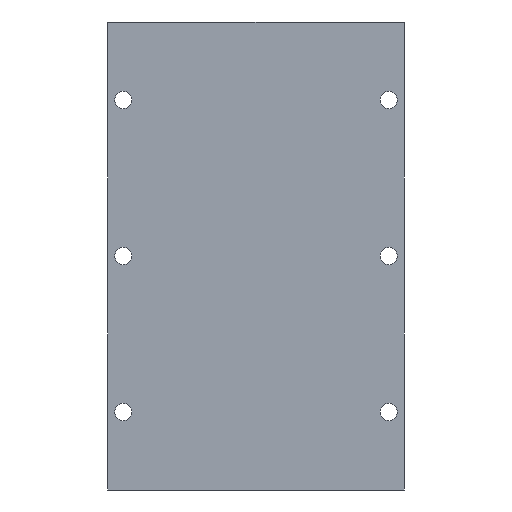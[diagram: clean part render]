
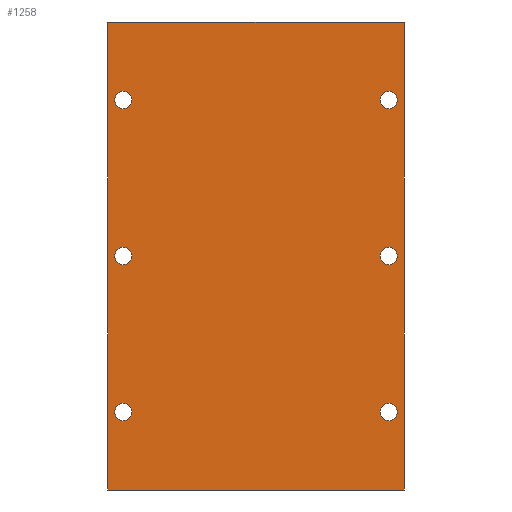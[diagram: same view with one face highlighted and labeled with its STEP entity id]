
A CAD part, front view. The second image highlights one B-rep face of the part: STEP entity #1258.
In plain terms, the highlighted planar face has unit normal (0, -1, 0).
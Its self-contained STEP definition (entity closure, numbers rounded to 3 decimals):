
#13 = VERTEX_POINT ( 'NONE', #2451 ) ;
#69 = ORIENTED_EDGE ( 'NONE', *, *, #964, .T. ) ;
#123 = VERTEX_POINT ( 'NONE', #1632 ) ;
#126 = CARTESIAN_POINT ( 'NONE',  ( -47.5, 0., 75. ) ) ;
#139 = CIRCLE ( 'NONE', #1988, 2.75 ) ;
#144 = DIRECTION ( 'NONE',  ( 1., 0., 0. ) ) ;
#161 = DIRECTION ( 'NONE',  ( 0., 1., 0. ) ) ;
#175 = DIRECTION ( 'NONE',  ( 0., 0., 1. ) ) ;
#183 = EDGE_CURVE ( 'NONE', #2646, #1344, #504, .T. ) ;
#236 = ORIENTED_EDGE ( 'NONE', *, *, #2159, .T. ) ;
#237 = EDGE_CURVE ( 'NONE', #1344, #2646, #2155, .T. ) ;
#247 = ORIENTED_EDGE ( 'NONE', *, *, #237, .T. ) ;
#249 = EDGE_CURVE ( 'NONE', #1707, #1008, #575, .T. ) ;
#365 = VECTOR ( 'NONE', #732, 1000. ) ;
#370 = DIRECTION ( 'NONE',  ( -1., 0., 0. ) ) ;
#372 = EDGE_CURVE ( 'NONE', #2157, #13, #139, .T. ) ;
#395 = CARTESIAN_POINT ( 'NONE',  ( -42.5, 0., 50. ) ) ;
#410 = ORIENTED_EDGE ( 'NONE', *, *, #897, .T. ) ;
#438 = AXIS2_PLACEMENT_3D ( 'NONE', #1377, #1156, #175 ) ;
#498 = AXIS2_PLACEMENT_3D ( 'NONE', #395, #2447, #2644 ) ;
#500 = DIRECTION ( 'NONE',  ( 0., 1., 0. ) ) ;
#502 = VERTEX_POINT ( 'NONE', #2595 ) ;
#504 = CIRCLE ( 'NONE', #2054, 2.75 ) ;
#511 = FACE_OUTER_BOUND ( 'NONE', #842, .T. ) ;
#516 = DIRECTION ( 'NONE',  ( 0., 1., 0. ) ) ;
#530 = VERTEX_POINT ( 'NONE', #1570 ) ;
#553 = CARTESIAN_POINT ( 'NONE',  ( -42.5, 0., -50. ) ) ;
#555 = PLANE ( 'NONE',  #1920 ) ;
#564 = LINE ( 'NONE', #1386, #661 ) ;
#566 = CARTESIAN_POINT ( 'NONE',  ( 42.5, 0., -52.75 ) ) ;
#572 = CIRCLE ( 'NONE', #1728, 2.75 ) ;
#575 = CIRCLE ( 'NONE', #2631, 2.75 ) ;
#640 = VERTEX_POINT ( 'NONE', #1979 ) ;
#661 = VECTOR ( 'NONE', #2205, 1000. ) ;
#723 = LINE ( 'NONE', #126, #1042 ) ;
#732 = DIRECTION ( 'NONE',  ( 0., 0., -1. ) ) ;
#735 = LINE ( 'NONE', #1565, #2649 ) ;
#737 = FACE_BOUND ( 'NONE', #1717, .T. ) ;
#755 = FACE_BOUND ( 'NONE', #1922, .T. ) ;
#761 = CARTESIAN_POINT ( 'NONE',  ( 42.5, 0., 2.75 ) ) ;
#781 = CARTESIAN_POINT ( 'NONE',  ( 42.5, 0., -47.25 ) ) ;
#803 = CARTESIAN_POINT ( 'NONE',  ( 42.5, 0., -2.75 ) ) ;
#806 = AXIS2_PLACEMENT_3D ( 'NONE', #1774, #1374, #2191 ) ;
#842 = EDGE_LOOP ( 'NONE', ( #1889, #1395, #1695, #1043 ) ) ;
#864 = EDGE_CURVE ( 'NONE', #1601, #640, #1358, .T. ) ;
#893 = EDGE_CURVE ( 'NONE', #640, #1601, #1534, .T. ) ;
#897 = EDGE_CURVE ( 'NONE', #902, #1877, #1959, .T. ) ;
#902 = VERTEX_POINT ( 'NONE', #1166 ) ;
#906 = CARTESIAN_POINT ( 'NONE',  ( 42.5, 0., 47.25 ) ) ;
#908 = EDGE_CURVE ( 'NONE', #2197, #502, #735, .T. ) ;
#927 = CARTESIAN_POINT ( 'NONE',  ( -42.5, 0., -47.25 ) ) ;
#941 = CARTESIAN_POINT ( 'NONE',  ( -42.5, 0., -50. ) ) ;
#943 = FACE_BOUND ( 'NONE', #1681, .T. ) ;
#953 = DIRECTION ( 'NONE',  ( 0., 0., 1. ) ) ;
#954 = DIRECTION ( 'NONE',  ( 0., 0., 1. ) ) ;
#964 = EDGE_CURVE ( 'NONE', #1877, #902, #1667, .T. ) ;
#977 = ORIENTED_EDGE ( 'NONE', *, *, #372, .T. ) ;
#1008 = VERTEX_POINT ( 'NONE', #803 ) ;
#1040 = CARTESIAN_POINT ( 'NONE',  ( -42.5, 0., 47.25 ) ) ;
#1042 = VECTOR ( 'NONE', #144, 1000. ) ;
#1043 = ORIENTED_EDGE ( 'NONE', *, *, #908, .T. ) ;
#1078 = EDGE_LOOP ( 'NONE', ( #977, #1203 ) ) ;
#1114 = DIRECTION ( 'NONE',  ( 0., 0., 1. ) ) ;
#1153 = ORIENTED_EDGE ( 'NONE', *, *, #864, .T. ) ;
#1156 = DIRECTION ( 'NONE',  ( 0., 1., 0. ) ) ;
#1164 = CARTESIAN_POINT ( 'NONE',  ( 47.5, 0., 75. ) ) ;
#1166 = CARTESIAN_POINT ( 'NONE',  ( -42.5, 0., 52.75 ) ) ;
#1186 = EDGE_CURVE ( 'NONE', #530, #2055, #1233, .T. ) ;
#1203 = ORIENTED_EDGE ( 'NONE', *, *, #2656, .T. ) ;
#1233 = CIRCLE ( 'NONE', #2254, 2.75 ) ;
#1258 = ADVANCED_FACE ( 'NONE', ( #1390, #755, #737, #943, #2378, #1584, #511 ), #555, .F. ) ;
#1264 = ORIENTED_EDGE ( 'NONE', *, *, #2598, .T. ) ;
#1344 = VERTEX_POINT ( 'NONE', #781 ) ;
#1358 = CIRCLE ( 'NONE', #2007, 2.75 ) ;
#1374 = DIRECTION ( 'NONE',  ( 0., 1., 0. ) ) ;
#1377 = CARTESIAN_POINT ( 'NONE',  ( 42.5, 0., 50. ) ) ;
#1386 = CARTESIAN_POINT ( 'NONE',  ( -47.5, 0., -75. ) ) ;
#1390 = FACE_BOUND ( 'NONE', #1744, .T. ) ;
#1391 = CIRCLE ( 'NONE', #1612, 2.75 ) ;
#1395 = ORIENTED_EDGE ( 'NONE', *, *, #1630, .F. ) ;
#1425 = ORIENTED_EDGE ( 'NONE', *, *, #183, .T. ) ;
#1450 = DIRECTION ( 'NONE',  ( 0., 1., 0. ) ) ;
#1475 = CARTESIAN_POINT ( 'NONE',  ( 42.5, 0., -50. ) ) ;
#1524 = EDGE_LOOP ( 'NONE', ( #410, #69 ) ) ;
#1534 = CIRCLE ( 'NONE', #1625, 2.75 ) ;
#1535 = LINE ( 'NONE', #1164, #365 ) ;
#1552 = DIRECTION ( 'NONE',  ( 0., 0., 1. ) ) ;
#1558 = CARTESIAN_POINT ( 'NONE',  ( -42.5, 0., 0. ) ) ;
#1565 = CARTESIAN_POINT ( 'NONE',  ( -47.5, 0., 75. ) ) ;
#1570 = CARTESIAN_POINT ( 'NONE',  ( 42.5, 0., 52.75 ) ) ;
#1584 = FACE_BOUND ( 'NONE', #1524, .T. ) ;
#1601 = VERTEX_POINT ( 'NONE', #927 ) ;
#1608 = CIRCLE ( 'NONE', #438, 2.75 ) ;
#1609 = DIRECTION ( 'NONE',  ( 0., 1., 0. ) ) ;
#1612 = AXIS2_PLACEMENT_3D ( 'NONE', #2573, #1609, #2420 ) ;
#1625 = AXIS2_PLACEMENT_3D ( 'NONE', #553, #2163, #954 ) ;
#1630 = EDGE_CURVE ( 'NONE', #123, #2136, #1535, .T. ) ;
#1632 = CARTESIAN_POINT ( 'NONE',  ( 47.5, 0., 75. ) ) ;
#1667 = CIRCLE ( 'NONE', #498, 2.75 ) ;
#1681 = EDGE_LOOP ( 'NONE', ( #1153, #2091 ) ) ;
#1695 = ORIENTED_EDGE ( 'NONE', *, *, #2560, .F. ) ;
#1699 = EDGE_CURVE ( 'NONE', #502, #2136, #564, .T. ) ;
#1707 = VERTEX_POINT ( 'NONE', #761 ) ;
#1716 = CARTESIAN_POINT ( 'NONE',  ( 42.5, 0., -50. ) ) ;
#1717 = EDGE_LOOP ( 'NONE', ( #247, #1425 ) ) ;
#1728 = AXIS2_PLACEMENT_3D ( 'NONE', #2206, #161, #953 ) ;
#1744 = EDGE_LOOP ( 'NONE', ( #2050, #236 ) ) ;
#1774 = CARTESIAN_POINT ( 'NONE',  ( -42.5, 0., 50. ) ) ;
#1877 = VERTEX_POINT ( 'NONE', #1040 ) ;
#1889 = ORIENTED_EDGE ( 'NONE', *, *, #1699, .T. ) ;
#1920 = AXIS2_PLACEMENT_3D ( 'NONE', #2608, #2209, #370 ) ;
#1922 = EDGE_LOOP ( 'NONE', ( #2657, #1264 ) ) ;
#1942 = DIRECTION ( 'NONE',  ( 0., 0., 1. ) ) ;
#1959 = CIRCLE ( 'NONE', #806, 2.75 ) ;
#1975 = DIRECTION ( 'NONE',  ( 0., 1., 0. ) ) ;
#1979 = CARTESIAN_POINT ( 'NONE',  ( -42.5, 0., -52.75 ) ) ;
#1988 = AXIS2_PLACEMENT_3D ( 'NONE', #1558, #516, #1942 ) ;
#2007 = AXIS2_PLACEMENT_3D ( 'NONE', #941, #1975, #2392 ) ;
#2050 = ORIENTED_EDGE ( 'NONE', *, *, #1186, .T. ) ;
#2054 = AXIS2_PLACEMENT_3D ( 'NONE', #1475, #1450, #2263 ) ;
#2055 = VERTEX_POINT ( 'NONE', #906 ) ;
#2091 = ORIENTED_EDGE ( 'NONE', *, *, #893, .T. ) ;
#2136 = VERTEX_POINT ( 'NONE', #2379 ) ;
#2150 = DIRECTION ( 'NONE',  ( 0., 1., 0. ) ) ;
#2155 = CIRCLE ( 'NONE', #2283, 2.75 ) ;
#2157 = VERTEX_POINT ( 'NONE', #2409 ) ;
#2159 = EDGE_CURVE ( 'NONE', #2055, #530, #1608, .T. ) ;
#2163 = DIRECTION ( 'NONE',  ( 0., 1., 0. ) ) ;
#2191 = DIRECTION ( 'NONE',  ( 0., 0., 1. ) ) ;
#2197 = VERTEX_POINT ( 'NONE', #2211 ) ;
#2205 = DIRECTION ( 'NONE',  ( 1., 0., 0. ) ) ;
#2206 = CARTESIAN_POINT ( 'NONE',  ( 42.5, 0., 0. ) ) ;
#2209 = DIRECTION ( 'NONE',  ( 0., 1., 0. ) ) ;
#2211 = CARTESIAN_POINT ( 'NONE',  ( -47.5, 0., 75. ) ) ;
#2254 = AXIS2_PLACEMENT_3D ( 'NONE', #2564, #2150, #1552 ) ;
#2263 = DIRECTION ( 'NONE',  ( 0., 0., 1. ) ) ;
#2283 = AXIS2_PLACEMENT_3D ( 'NONE', #1716, #500, #1114 ) ;
#2316 = DIRECTION ( 'NONE',  ( 0., 0., 1. ) ) ;
#2327 = DIRECTION ( 'NONE',  ( 0., 1., 0. ) ) ;
#2360 = DIRECTION ( 'NONE',  ( 0., 0., -1. ) ) ;
#2378 = FACE_BOUND ( 'NONE', #1078, .T. ) ;
#2379 = CARTESIAN_POINT ( 'NONE',  ( 47.5, 0., -75. ) ) ;
#2392 = DIRECTION ( 'NONE',  ( 0., 0., 1. ) ) ;
#2409 = CARTESIAN_POINT ( 'NONE',  ( -42.5, 0., 2.75 ) ) ;
#2420 = DIRECTION ( 'NONE',  ( 0., 0., 1. ) ) ;
#2447 = DIRECTION ( 'NONE',  ( 0., 1., 0. ) ) ;
#2451 = CARTESIAN_POINT ( 'NONE',  ( -42.5, 0., -2.75 ) ) ;
#2530 = CARTESIAN_POINT ( 'NONE',  ( 42.5, 0., 0. ) ) ;
#2560 = EDGE_CURVE ( 'NONE', #2197, #123, #723, .T. ) ;
#2564 = CARTESIAN_POINT ( 'NONE',  ( 42.5, 0., 50. ) ) ;
#2573 = CARTESIAN_POINT ( 'NONE',  ( -42.5, 0., 0. ) ) ;
#2595 = CARTESIAN_POINT ( 'NONE',  ( -47.5, 0., -75. ) ) ;
#2598 = EDGE_CURVE ( 'NONE', #1008, #1707, #572, .T. ) ;
#2608 = CARTESIAN_POINT ( 'NONE',  ( -47.5, 0., 75. ) ) ;
#2631 = AXIS2_PLACEMENT_3D ( 'NONE', #2530, #2327, #2316 ) ;
#2644 = DIRECTION ( 'NONE',  ( 0., 0., 1. ) ) ;
#2646 = VERTEX_POINT ( 'NONE', #566 ) ;
#2649 = VECTOR ( 'NONE', #2360, 1000. ) ;
#2656 = EDGE_CURVE ( 'NONE', #13, #2157, #1391, .T. ) ;
#2657 = ORIENTED_EDGE ( 'NONE', *, *, #249, .T. ) ;
